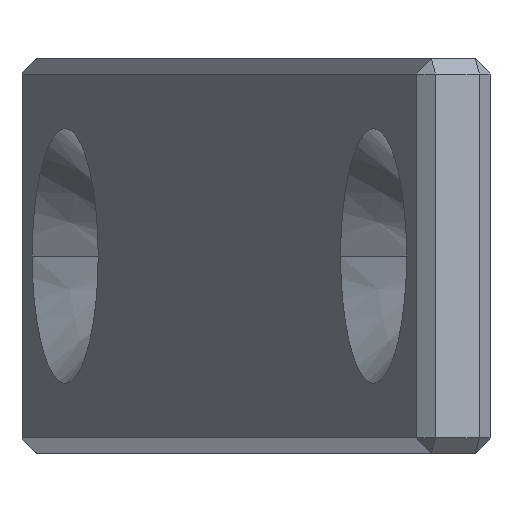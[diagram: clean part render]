
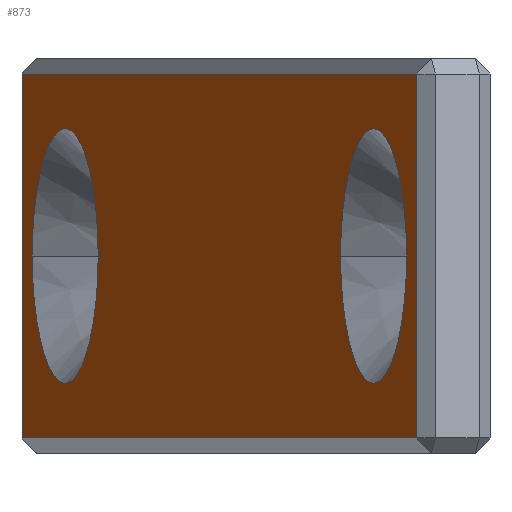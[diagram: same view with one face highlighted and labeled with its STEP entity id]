
A CAD part, front view. The second image highlights one B-rep face of the part: STEP entity #873.
In plain terms, the highlighted planar face has unit normal (-0.966, -0.259, 0).
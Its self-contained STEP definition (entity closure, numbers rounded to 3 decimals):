
#208=DIRECTION('',(-0.259,0.966,0.));
#209=VECTOR('',#208,100.563);
#210=CARTESIAN_POINT('',(-251.284,-398.362,295.7));
#211=LINE('',#210,#209);
#215=CARTESIAN_POINT('',(-254.131,-387.737,307.7));
#216=DIRECTION('',(0.966,0.259,0.));
#217=DIRECTION('',(-0.259,0.966,0.));
#218=AXIS2_PLACEMENT_3D('',#215,#216,#217);
#223=CARTESIAN_POINT('',(-254.131,-387.737,307.7));
#224=DIRECTION('',(0.966,0.259,0.));
#225=DIRECTION('',(0.259,-0.966,0.));
#226=AXIS2_PLACEMENT_3D('',#223,#224,#225);
#231=CARTESIAN_POINT('',(-274.465,-311.851,307.7));
#232=DIRECTION('',(0.966,0.259,0.));
#233=DIRECTION('',(-0.259,0.966,0.));
#234=AXIS2_PLACEMENT_3D('',#231,#232,#233);
#239=CARTESIAN_POINT('',(-274.465,-311.851,307.7));
#240=DIRECTION('',(0.966,0.259,0.));
#241=DIRECTION('',(0.259,-0.966,0.));
#242=AXIS2_PLACEMENT_3D('',#239,#240,#241);
#254=DIRECTION('',(0.,0.,1.));
#255=VECTOR('',#254,24.);
#256=CARTESIAN_POINT('',(-277.312,-301.226,295.7));
#257=LINE('',#256,#255);
#261=DIRECTION('',(0.259,-0.966,0.));
#262=VECTOR('',#261,100.563);
#263=CARTESIAN_POINT('',(-277.312,-301.226,319.7));
#264=LINE('',#263,#262);
#426=DIRECTION('',(0.,0.,-1.));
#427=VECTOR('',#426,24.);
#428=CARTESIAN_POINT('',(-251.284,-398.362,319.7));
#429=LINE('',#428,#427);
#609=CARTESIAN_POINT('',(-277.312,-301.226,319.7));
#610=VERTEX_POINT('',#609);
#619=CARTESIAN_POINT('',(-277.312,-301.226,295.7));
#620=VERTEX_POINT('',#619);
#649=CARTESIAN_POINT('',(-251.284,-398.362,319.7));
#650=VERTEX_POINT('',#649);
#651=CARTESIAN_POINT('',(-251.284,-398.362,295.7));
#652=VERTEX_POINT('',#651);
#661=CARTESIAN_POINT('',(-256.305,-379.623,307.7));
#662=VERTEX_POINT('',#661);
#663=CARTESIAN_POINT('',(-251.957,-395.851,307.7));
#664=VERTEX_POINT('',#663);
#673=CARTESIAN_POINT('',(-276.639,-303.737,307.7));
#674=VERTEX_POINT('',#673);
#675=CARTESIAN_POINT('',(-272.291,-319.965,307.7));
#676=VERTEX_POINT('',#675);
#847=CARTESIAN_POINT('',(-277.83,-299.294,265.699));
#848=DIRECTION('',(0.966,0.259,0.));
#849=DIRECTION('',(-0.259,0.966,0.));
#850=AXIS2_PLACEMENT_3D('',#847,#848,#849);
#851=PLANE('',#850);
#852=ORIENTED_EDGE('',*,*,#831,.T.);
#854=ORIENTED_EDGE('',*,*,#853,.T.);
#856=ORIENTED_EDGE('',*,*,#855,.T.);
#858=ORIENTED_EDGE('',*,*,#857,.T.);
#859=EDGE_LOOP('',(#852,#854,#856,#858));
#860=FACE_OUTER_BOUND('',#859,.F.);
#862=ORIENTED_EDGE('',*,*,#861,.F.);
#864=ORIENTED_EDGE('',*,*,#863,.F.);
#865=EDGE_LOOP('',(#862,#864));
#866=FACE_BOUND('',#865,.F.);
#868=ORIENTED_EDGE('',*,*,#867,.F.);
#870=ORIENTED_EDGE('',*,*,#869,.F.);
#871=EDGE_LOOP('',(#868,#870));
#872=FACE_BOUND('',#871,.F.);
#219=CIRCLE('',#218,8.4);
#227=CIRCLE('',#226,8.4);
#235=CIRCLE('',#234,8.4);
#243=CIRCLE('',#242,8.4);
#831=EDGE_CURVE('',#652,#620,#211,.T.);
#853=EDGE_CURVE('',#620,#610,#257,.T.);
#855=EDGE_CURVE('',#610,#650,#264,.T.);
#857=EDGE_CURVE('',#650,#652,#429,.T.);
#861=EDGE_CURVE('',#662,#664,#219,.T.);
#863=EDGE_CURVE('',#664,#662,#227,.T.);
#867=EDGE_CURVE('',#674,#676,#235,.T.);
#869=EDGE_CURVE('',#676,#674,#243,.T.);
#873=ADVANCED_FACE('',(#860,#866,#872),#851,.F.);
